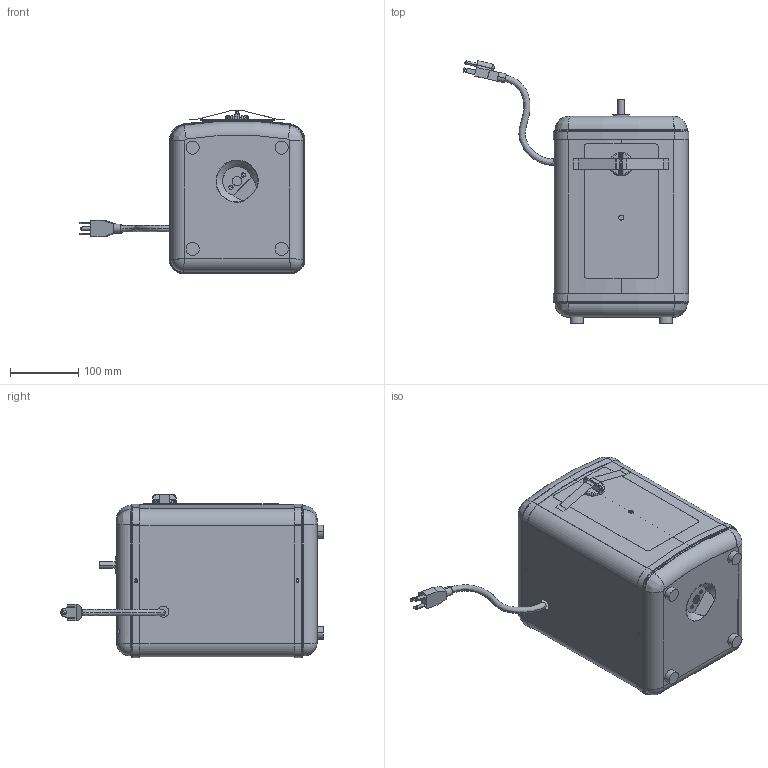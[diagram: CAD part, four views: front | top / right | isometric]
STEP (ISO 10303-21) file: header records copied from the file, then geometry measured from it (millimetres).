
FILE_DESCRIPTION((''),'2;1');
FILE_NAME('5-036','2025-04-22T17:32:22',('SwamiS'),(''),'CREO PARAMETRIC BY PTC INC, 2023134','CREO PARAMETRIC BY PTC INC, 2023134','');
FILE_SCHEMA(('CONFIG_CONTROL_DESIGN'));
Length unit declared in the file: inch
Products named in the file (1): 5-036
Bounding box: 329.79 x 383.36 x 238.37 mm (x, y, z)
Volume: 305339.4 mm3; surface area: 709542.5 mm2
Topology: 3 solids, 3 shells, 465 faces, 1181 edges, 736 vertices
Faces by surface type: cylinder 226, plane 151, torus 51, bspline 28, cone 7, extrusion 2
Entity records: 16882 total; most frequent: CARTESIAN_POINT 5347, DIRECTION 2492, ORIENTED_EDGE 2346, EDGE_CURVE 1173, AXIS2_PLACEMENT_3D 983, VERTEX_POINT 736, EDGE_LOOP 569, CIRCLE 548
